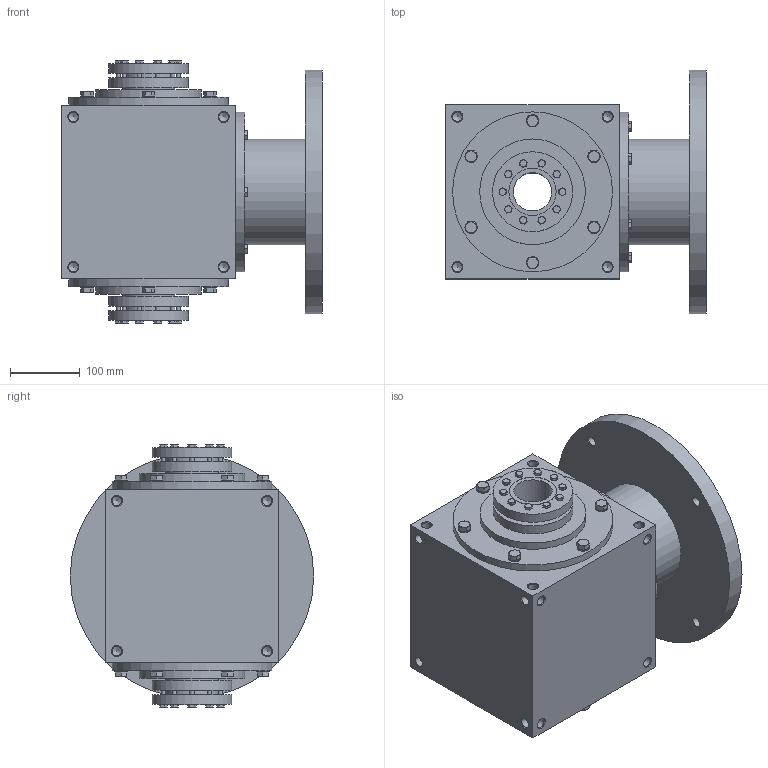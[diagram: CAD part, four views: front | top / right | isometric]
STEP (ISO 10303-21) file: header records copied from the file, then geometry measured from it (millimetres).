
FILE_DESCRIPTION( ( 'STEP AP214' ), '1' );
FILE_NAME( 'MRA250_MC1_R.1_1_160_B5.stp', '2018-08-16T09:29:28', ( '' ), ( '' ), ' ', 'PARTsolutions', ' ' );
FILE_SCHEMA( ( 'AUTOMOTIVE_DESIGN { 1 0 10303 214 1 1 1 1 }' ) );
Length unit declared in the file: millimetre
Products named in the file (6): MRA250_MC1_R.1/1_160/B5; _MRA25010-case; _MRX250_13-flange; _250-fl_screw; _RC_RR250-screw; _RA250-shrink_disk
Assembly tree (22 placements, depth 2):
  MRA250_MC1_R.1/1_160/B5
    _MRA25010-case
    _MRX250_13-flange
    _250-fl_screw  x6
    _RC_RR250-screw  x12
    _RA250-shrink_disk  x2
Bounding box: 375 x 350 x 377.76 mm (x, y, z)
Volume: 20597542.5 mm3; surface area: 964878.3 mm2
Topology: 22 solids, 22 shells, 895 faces, 2069 edges, 1245 vertices
Faces by surface type: plane 482, cone 284, cylinder 129
Full cylindrical faces by diameter (mm): 6 x20, 8.6 x20, 13.835 x52, 17.5 x12, 55 x2, 56 x1, 59 x1, 68 x4, 75 x4, 115 x4, 152 x3, 230 x3, 250 x1, 350 x1
Entity records: 13018 total; most frequent: CARTESIAN_POINT 2293, DIRECTION 1646, ORIENTED_EDGE 1346, AXIS2_PLACEMENT_3D 734, EDGE_CURVE 673, EDGE_LOOP 578, VERTEX_POINT 501, FACE_OUTER_BOUND 453
